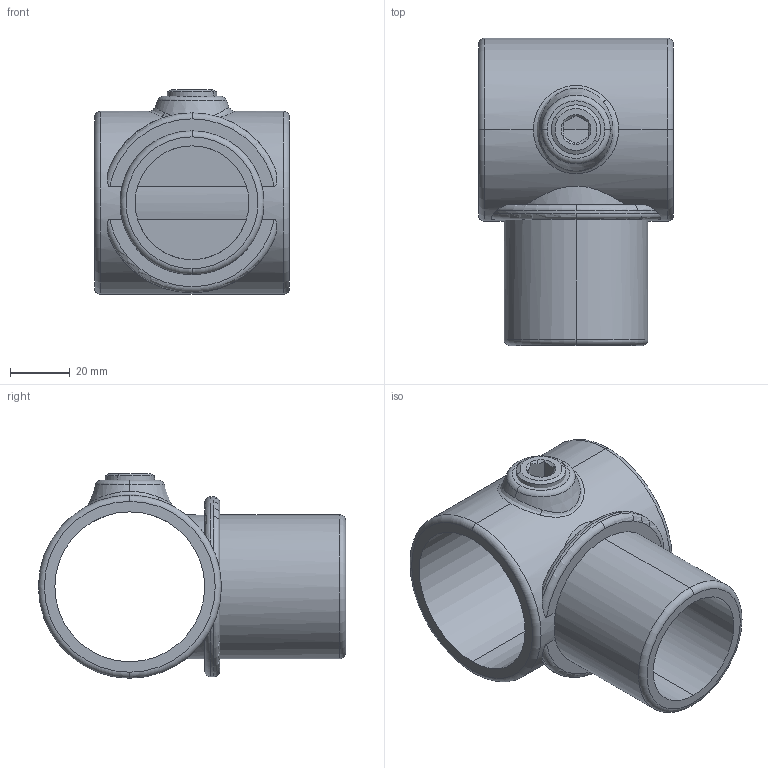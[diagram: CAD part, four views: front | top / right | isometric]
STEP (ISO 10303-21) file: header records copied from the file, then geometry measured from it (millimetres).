
FILE_DESCRIPTION (( 'STEP AP203' ), '1' );
FILE_NAME ('T14700.STEP', '2018-05-23T13:52:21', ( '' ), ( '' ), 'SwSTEP 2.0', 'SolidWorks 2016', '' );
FILE_SCHEMA (( 'CONFIG_CONTROL_DESIGN' ));
Length unit declared in the file: millimetre
Products named in the file (3): T14700; T19300
Assembly tree (2 placements, depth 2):
  T14700
    T14700
    T19300
Bounding box: 65 x 102.5 x 68.2 mm (x, y, z)
Volume: 99984.7 mm3; surface area: 38876.6 mm2
Topology: 2 solids, 4 shells, 70 faces, 169 edges, 108 vertices
Faces by surface type: cylinder 24, plane 20, torus 14, cone 10, bspline 2
Entity records: 3308 total; most frequent: CARTESIAN_POINT 1394, DIRECTION 343, ORIENTED_EDGE 338, EDGE_CURVE 169, AXIS2_PLACEMENT_3D 149, VERTEX_POINT 108, EDGE_LOOP 77, CIRCLE 76
